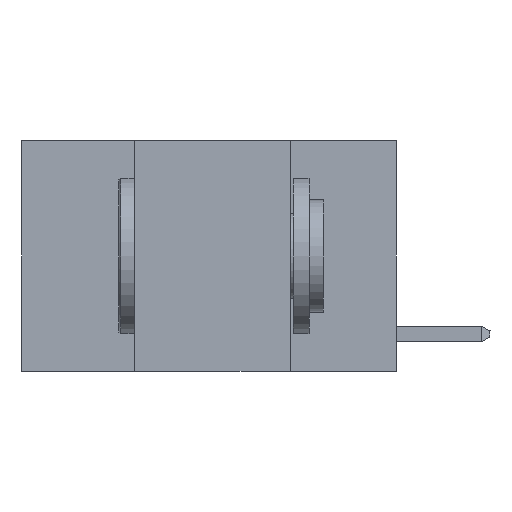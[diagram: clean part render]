
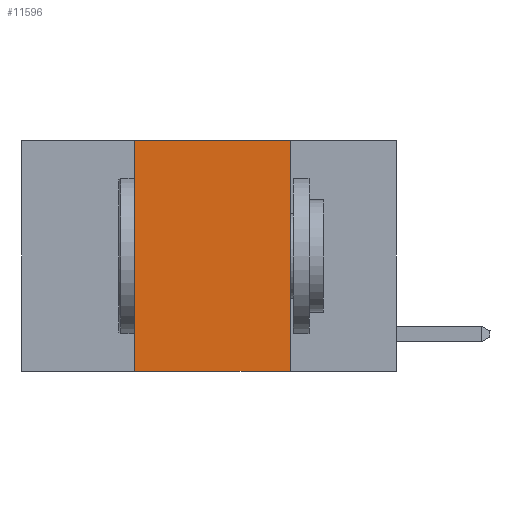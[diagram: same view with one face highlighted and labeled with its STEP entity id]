
A CAD part, left-side view. The second image highlights one B-rep face of the part: STEP entity #11596.
In plain terms, the highlighted planar face has unit normal (-1, 0, 0).
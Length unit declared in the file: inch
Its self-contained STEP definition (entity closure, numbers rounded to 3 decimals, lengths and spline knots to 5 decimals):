
#205 = LINE ( 'NONE', #16895, #7184 ) ;
#1053 = VECTOR ( 'NONE', #2600, 39.37008 ) ;
#1288 = FACE_OUTER_BOUND ( 'NONE', #5467, .T. ) ;
#2600 = DIRECTION ( 'NONE',  ( 0., -1., 0. ) ) ;
#2805 = CARTESIAN_POINT ( 'NONE',  ( 0., 0.6, 0. ) ) ;
#2951 = ORIENTED_EDGE ( 'NONE', *, *, #15390, .F. ) ;
#4528 = LINE ( 'NONE', #15769, #1053 ) ;
#4709 = VECTOR ( 'NONE', #9513, 39.37008 ) ;
#5066 = ORIENTED_EDGE ( 'NONE', *, *, #7169, .F. ) ;
#5211 = CARTESIAN_POINT ( 'NONE',  ( 0., 0.42, 0. ) ) ;
#5467 = EDGE_LOOP ( 'NONE', ( #10180, #2951, #5066, #12002 ) ) ;
#6206 = VERTEX_POINT ( 'NONE', #5211 ) ;
#6541 = EDGE_CURVE ( 'NONE', #15443, #10680, #4528, .T. ) ;
#6644 = VERTEX_POINT ( 'NONE', #7594 ) ;
#7169 = EDGE_CURVE ( 'NONE', #15443, #6206, #13430, .T. ) ;
#7184 = VECTOR ( 'NONE', #11583, 39.37008 ) ;
#7594 = CARTESIAN_POINT ( 'NONE',  ( 0., 0.17, 0. ) ) ;
#8397 = VECTOR ( 'NONE', #16314, 39.37008 ) ;
#8573 = CARTESIAN_POINT ( 'NONE',  ( 0., 0.42, -0.37 ) ) ;
#9229 = LINE ( 'NONE', #9857, #8397 ) ;
#9513 = DIRECTION ( 'NONE',  ( 0., 0., 1. ) ) ;
#9567 = CARTESIAN_POINT ( 'NONE',  ( 0., 0.42, 0. ) ) ;
#9857 = CARTESIAN_POINT ( 'NONE',  ( 0., 0.6, 0. ) ) ;
#10180 = ORIENTED_EDGE ( 'NONE', *, *, #14090, .F. ) ;
#10680 = VERTEX_POINT ( 'NONE', #12516 ) ;
#11583 = DIRECTION ( 'NONE',  ( 0., 0., -1. ) ) ;
#11596 = ADVANCED_FACE ( 'NONE', ( #1288 ), #13236, .F. ) ;
#12002 = ORIENTED_EDGE ( 'NONE', *, *, #6541, .T. ) ;
#12516 = CARTESIAN_POINT ( 'NONE',  ( 0., 0.17, -0.37 ) ) ;
#13236 = PLANE ( 'NONE',  #13944 ) ;
#13411 = DIRECTION ( 'NONE',  ( 0., 0., -1. ) ) ;
#13430 = LINE ( 'NONE', #9567, #4709 ) ;
#13944 = AXIS2_PLACEMENT_3D ( 'NONE', #2805, #14575, #13411 ) ;
#14090 = EDGE_CURVE ( 'NONE', #6644, #10680, #205, .T. ) ;
#14575 = DIRECTION ( 'NONE',  ( 1., 0., 0. ) ) ;
#15390 = EDGE_CURVE ( 'NONE', #6206, #6644, #9229, .T. ) ;
#15443 = VERTEX_POINT ( 'NONE', #8573 ) ;
#15769 = CARTESIAN_POINT ( 'NONE',  ( 0., 0.6, -0.37 ) ) ;
#16314 = DIRECTION ( 'NONE',  ( 0., -1., 0. ) ) ;
#16895 = CARTESIAN_POINT ( 'NONE',  ( 0., 0.17, 0. ) ) ;
